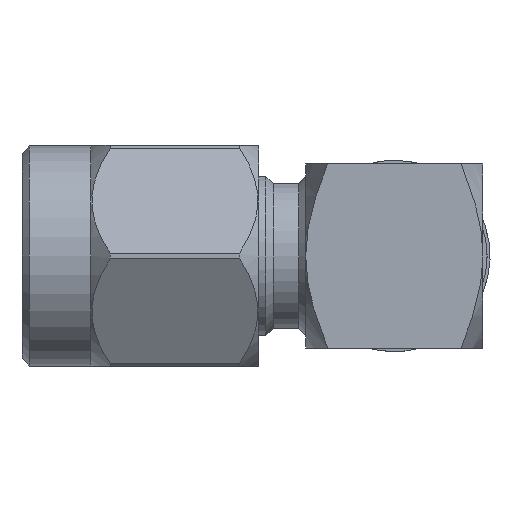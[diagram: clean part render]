
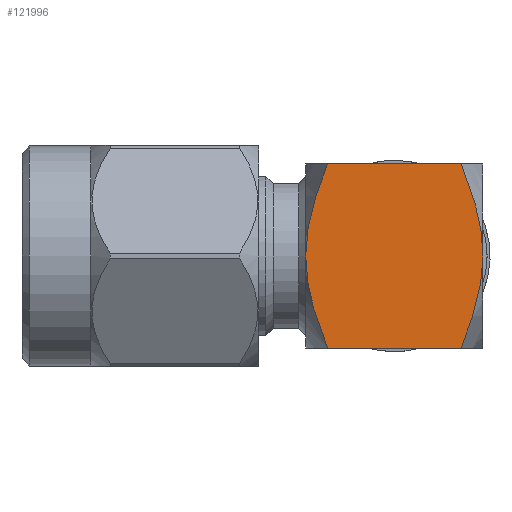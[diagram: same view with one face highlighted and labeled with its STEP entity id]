
A CAD part, front view. The second image highlights one B-rep face of the part: STEP entity #121996.
In plain terms, the highlighted face is planar.
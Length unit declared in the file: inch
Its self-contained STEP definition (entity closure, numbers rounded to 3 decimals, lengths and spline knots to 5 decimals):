
#1416 = ORIENTED_EDGE ( 'NONE', *, *, #90498, .F. ) ;
#2163 = CARTESIAN_POINT ( 'NONE',  ( -0.13, -0.125, -0.13 ) ) ;
#2536 = CARTESIAN_POINT ( 'NONE',  ( -0.13, -0.09391, 0.13 ) ) ;
#4590 = CARTESIAN_POINT ( 'NONE',  ( -0.13, -0.125, 0.02255 ) ) ;
#5072 = CARTESIAN_POINT ( 'NONE',  ( -0.13, 0.11009, -0.08803 ) ) ;
#5987 = VERTEX_POINT ( 'NONE', #77344 ) ;
#7161 = CARTESIAN_POINT ( 'NONE',  ( -0.13, -0.12093, -0.04469 ) ) ;
#7807 = CARTESIAN_POINT ( 'NONE',  ( -0.13, 0.1215, 0.04454 ) ) ;
#10456 = CARTESIAN_POINT ( 'NONE',  ( -0.13, -0.09391, 0.13 ) ) ;
#12646 = DIRECTION ( 'NONE',  ( 0., -1., 0. ) ) ;
#15066 = CARTESIAN_POINT ( 'NONE',  ( -0.13, -0.11016, 0.08785 ) ) ;
#17005 = VERTEX_POINT ( 'NONE', #132318 ) ;
#17098 = DIRECTION ( 'NONE',  ( 0., 0., -1. ) ) ;
#20917 = CARTESIAN_POINT ( 'NONE',  ( -0.13, -0.125, 0.13 ) ) ;
#22547 = EDGE_CURVE ( 'NONE', #90707, #107203, #79770, .T. ) ;
#23517 = CARTESIAN_POINT ( 'NONE',  ( -0.13, -0.1215, 0.04454 ) ) ;
#25069 = ORIENTED_EDGE ( 'NONE', *, *, #125879, .F. ) ;
#25602 = CARTESIAN_POINT ( 'NONE',  ( -0.13, -0.1024, 0.10921 ) ) ;
#26939 = PLANE ( 'NONE',  #57312 ) ;
#28125 = CARTESIAN_POINT ( 'NONE',  ( -0.13, 0.125, 0.02255 ) ) ;
#29681 = DIRECTION ( 'NONE',  ( 1., 0., 0. ) ) ;
#31429 = LINE ( 'NONE', #20917, #93801 ) ;
#36536 = CARTESIAN_POINT ( 'NONE',  ( -0.13, 0.10239, -0.10924 ) ) ;
#36924 = ORIENTED_EDGE ( 'NONE', *, *, #22547, .T. ) ;
#37911 = CARTESIAN_POINT ( 'NONE',  ( -0.13, 0.12413, -0.02252 ) ) ;
#39290 = CARTESIAN_POINT ( 'NONE',  ( -0.13, 0.11016, 0.08785 ) ) ;
#39982 = CARTESIAN_POINT ( 'NONE',  ( -0.13, 0.09391, 0.13 ) ) ;
#43407 = EDGE_CURVE ( 'NONE', #90707, #17005, #90368, .T. ) ;
#49827 = CARTESIAN_POINT ( 'NONE',  ( -0.13, -0.10239, -0.10924 ) ) ;
#51726 = B_SPLINE_CURVE_WITH_KNOTS ( 'NONE', 3,
 ( #84053, #28125, #7807, #39290, #92470, #39982 ),
 .UNSPECIFIED., .F., .F.,
 ( 4, 2, 4 ),
 ( 0.00714, 0.00886, 0.01059 ),
 .UNSPECIFIED. ) ;
#57312 = AXIS2_PLACEMENT_3D ( 'NONE', #94055, #29681, #17098 ) ;
#57547 = CARTESIAN_POINT ( 'NONE',  ( -0.13, 0.11861, -0.05561 ) ) ;
#58935 = VERTEX_POINT ( 'NONE', #10456 ) ;
#61680 = CARTESIAN_POINT ( 'NONE',  ( -0.13, -0.11009, -0.08803 ) ) ;
#68719 = CARTESIAN_POINT ( 'NONE',  ( -0.13, 0.09391, -0.13 ) ) ;
#69605 = FACE_OUTER_BOUND ( 'NONE', #102646, .T. ) ;
#70811 = CARTESIAN_POINT ( 'NONE',  ( -0.13, -0.125, 0. ) ) ;
#71885 = CARTESIAN_POINT ( 'NONE',  ( -0.13, -0.125, 0. ) ) ;
#77344 = CARTESIAN_POINT ( 'NONE',  ( -0.13, 0.09391, 0.13 ) ) ;
#79770 = LINE ( 'NONE', #2163, #88834 ) ;
#83764 = CARTESIAN_POINT ( 'NONE',  ( -0.13, 0.09391, -0.13 ) ) ;
#84053 = CARTESIAN_POINT ( 'NONE',  ( -0.13, 0.125, 0. ) ) ;
#87205 = B_SPLINE_CURVE_WITH_KNOTS ( 'NONE', 3,
 ( #2536, #25602, #15066, #23517, #4590, #122131 ),
 .UNSPECIFIED., .F., .F.,
 ( 4, 2, 4 ),
 ( 0.00857, 0.01028, 0.01199 ),
 .UNSPECIFIED. ) ;
#88374 = CARTESIAN_POINT ( 'NONE',  ( -0.13, 0.125, -0.01117 ) ) ;
#88450 = ORIENTED_EDGE ( 'NONE', *, *, #43407, .F. ) ;
#88834 = VECTOR ( 'NONE', #12646, 39.37008 ) ;
#90082 = EDGE_CURVE ( 'NONE', #129932, #107203, #100146, .T. ) ;
#90368 = B_SPLINE_CURVE_WITH_KNOTS ( 'NONE', 3,
 ( #68719, #36536, #5072, #57547, #112137, #37911, #88374, #132439 ),
 .UNSPECIFIED., .F., .F.,
 ( 4, 2, 2, 4 ),
 ( 0.00373, 0.00543, 0.00629, 0.00714 ),
 .UNSPECIFIED. ) ;
#90498 = EDGE_CURVE ( 'NONE', #5987, #58935, #31429, .T. ) ;
#90707 = VERTEX_POINT ( 'NONE', #83764 ) ;
#92470 = CARTESIAN_POINT ( 'NONE',  ( -0.13, 0.1024, 0.10921 ) ) ;
#93801 = VECTOR ( 'NONE', #106335, 39.37008 ) ;
#94055 = CARTESIAN_POINT ( 'NONE',  ( -0.13, -0.125, 0.13 ) ) ;
#100146 = B_SPLINE_CURVE_WITH_KNOTS ( 'NONE', 3,
 ( #70811, #103040, #104426, #7161, #113535, #61680, #49827, #114207 ),
 .UNSPECIFIED., .F., .F.,
 ( 4, 2, 2, 4 ),
 ( 0.01199, 0.01283, 0.01368, 0.01537 ),
 .UNSPECIFIED. ) ;
#102646 = EDGE_LOOP ( 'NONE', ( #110287, #1416, #25069, #88450, #36924, #129074 ) ) ;
#103040 = CARTESIAN_POINT ( 'NONE',  ( -0.13, -0.125, -0.01117 ) ) ;
#104426 = CARTESIAN_POINT ( 'NONE',  ( -0.13, -0.12413, -0.02252 ) ) ;
#106335 = DIRECTION ( 'NONE',  ( 0., -1., 0. ) ) ;
#107203 = VERTEX_POINT ( 'NONE', #124659 ) ;
#110287 = ORIENTED_EDGE ( 'NONE', *, *, #117432, .F. ) ;
#112137 = CARTESIAN_POINT ( 'NONE',  ( -0.13, 0.12093, -0.04469 ) ) ;
#113535 = CARTESIAN_POINT ( 'NONE',  ( -0.13, -0.11861, -0.05561 ) ) ;
#114207 = CARTESIAN_POINT ( 'NONE',  ( -0.13, -0.09391, -0.13 ) ) ;
#117432 = EDGE_CURVE ( 'NONE', #58935, #129932, #87205, .T. ) ;
#121996 = ADVANCED_FACE ( 'NONE', ( #69605 ), #26939, .F. ) ;
#122131 = CARTESIAN_POINT ( 'NONE',  ( -0.13, -0.125, 0. ) ) ;
#124659 = CARTESIAN_POINT ( 'NONE',  ( -0.13, -0.09391, -0.13 ) ) ;
#125879 = EDGE_CURVE ( 'NONE', #17005, #5987, #51726, .T. ) ;
#129074 = ORIENTED_EDGE ( 'NONE', *, *, #90082, .F. ) ;
#129932 = VERTEX_POINT ( 'NONE', #71885 ) ;
#132318 = CARTESIAN_POINT ( 'NONE',  ( -0.13, 0.125, 0. ) ) ;
#132439 = CARTESIAN_POINT ( 'NONE',  ( -0.13, 0.125, 0. ) ) ;
